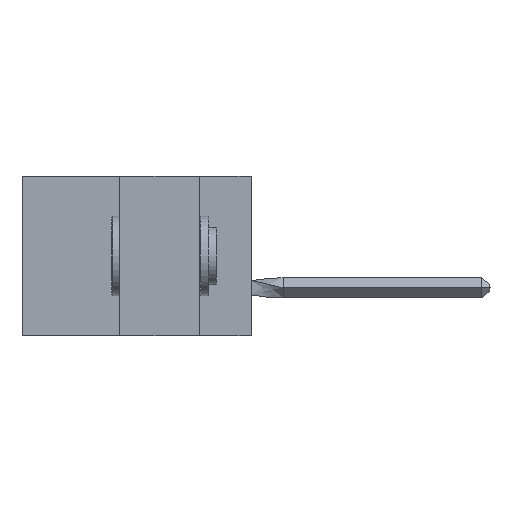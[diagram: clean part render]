
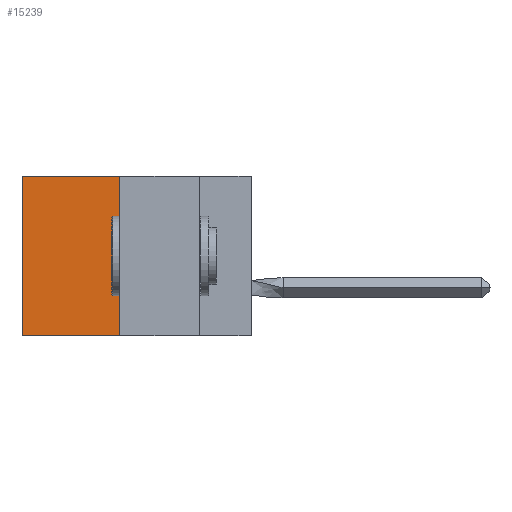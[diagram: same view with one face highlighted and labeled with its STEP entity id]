
A CAD part, left-side view. The second image highlights one B-rep face of the part: STEP entity #15239.
In plain terms, the highlighted planar face has unit normal (-1, 0, 0).
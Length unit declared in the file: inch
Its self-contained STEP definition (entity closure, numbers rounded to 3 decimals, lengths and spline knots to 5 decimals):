
#314 = VECTOR ( 'NONE', #8483, 39.37008 ) ;
#454 = CARTESIAN_POINT ( 'NONE',  ( 0.305, 0.413, -0.5 ) ) ;
#571 = CARTESIAN_POINT ( 'NONE',  ( 0.305, 0.413, -0.5 ) ) ;
#1124 = ORIENTED_EDGE ( 'NONE', *, *, #12626, .T. ) ;
#1450 = VECTOR ( 'NONE', #2110, 39.37008 ) ;
#1817 = LINE ( 'NONE', #10594, #1450 ) ;
#2110 = DIRECTION ( 'NONE',  ( 0., 0., -1. ) ) ;
#2158 = AXIS2_PLACEMENT_3D ( 'NONE', #571, #15203, #5412 ) ;
#2653 = ORIENTED_EDGE ( 'NONE', *, *, #12003, .T. ) ;
#2751 = CARTESIAN_POINT ( 'NONE',  ( 0.305, 0.413, -0.5 ) ) ;
#3354 = CARTESIAN_POINT ( 'NONE',  ( 0.305, 0.72, -0.5 ) ) ;
#3369 = EDGE_LOOP ( 'NONE', ( #2653, #14520, #15488, #1124 ) ) ;
#3389 = CARTESIAN_POINT ( 'NONE',  ( 0.305, 0.413, 0. ) ) ;
#5119 = EDGE_CURVE ( 'NONE', #15666, #6156, #11121, .T. ) ;
#5412 = DIRECTION ( 'NONE',  ( 0., 0., -1. ) ) ;
#5588 = VECTOR ( 'NONE', #11900, 39.37008 ) ;
#6156 = VERTEX_POINT ( 'NONE', #3354 ) ;
#8403 = CARTESIAN_POINT ( 'NONE',  ( 0.305, 0.72, 0. ) ) ;
#8483 = DIRECTION ( 'NONE',  ( 0., 1., 0. ) ) ;
#8588 = CARTESIAN_POINT ( 'NONE',  ( 0.305, 0.413, -0.5 ) ) ;
#9648 = VERTEX_POINT ( 'NONE', #3389 ) ;
#10594 = CARTESIAN_POINT ( 'NONE',  ( 0.305, 0.72, -0.5 ) ) ;
#11080 = LINE ( 'NONE', #2751, #11839 ) ;
#11121 = LINE ( 'NONE', #8588, #314 ) ;
#11209 = DIRECTION ( 'NONE',  ( 0., 0., -1. ) ) ;
#11839 = VECTOR ( 'NONE', #11209, 39.37008 ) ;
#11900 = DIRECTION ( 'NONE',  ( 0., 1., 0. ) ) ;
#11947 = CARTESIAN_POINT ( 'NONE',  ( 0.305, 0.413, 0. ) ) ;
#12003 = EDGE_CURVE ( 'NONE', #15440, #6156, #1817, .T. ) ;
#12626 = EDGE_CURVE ( 'NONE', #9648, #15440, #13367, .T. ) ;
#12650 = PLANE ( 'NONE',  #2158 ) ;
#12955 = EDGE_CURVE ( 'NONE', #9648, #15666, #11080, .T. ) ;
#13367 = LINE ( 'NONE', #11947, #5588 ) ;
#14356 = FACE_OUTER_BOUND ( 'NONE', #3369, .T. ) ;
#14520 = ORIENTED_EDGE ( 'NONE', *, *, #5119, .F. ) ;
#15203 = DIRECTION ( 'NONE',  ( 1., 0., 0. ) ) ;
#15239 = ADVANCED_FACE ( 'NONE', ( #14356 ), #12650, .F. ) ;
#15440 = VERTEX_POINT ( 'NONE', #8403 ) ;
#15488 = ORIENTED_EDGE ( 'NONE', *, *, #12955, .F. ) ;
#15666 = VERTEX_POINT ( 'NONE', #454 ) ;
